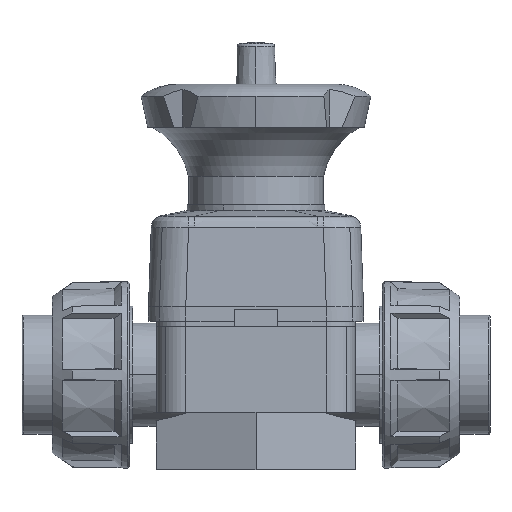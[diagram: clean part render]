
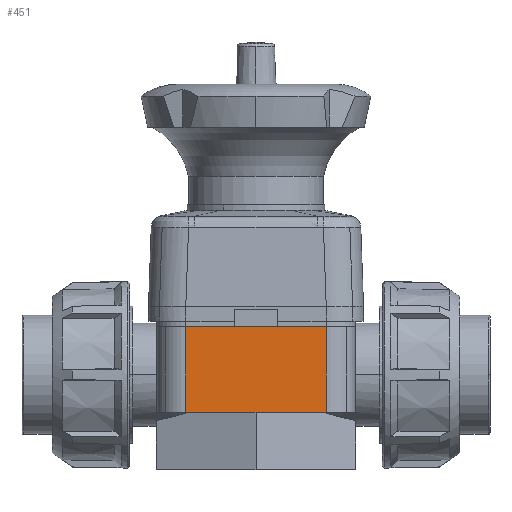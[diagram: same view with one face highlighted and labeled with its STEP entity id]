
A CAD part, front view. The second image highlights one B-rep face of the part: STEP entity #451.
In plain terms, the highlighted planar face has unit normal (0, -1, 0).
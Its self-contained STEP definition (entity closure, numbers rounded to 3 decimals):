
#451=ADVANCED_FACE('',(#1159),#1160,.T.);
#1159=FACE_OUTER_BOUND('',#2192,.T.);
#1160=PLANE('',#2193);
#2192=EDGE_LOOP('',(#4454,#4455,#4456,#4457));
#2193=AXIS2_PLACEMENT_3D('',#4458,#4459,#4460);
#4454=ORIENTED_EDGE('',*,*,#7236,.F.);
#4455=ORIENTED_EDGE('',*,*,#7248,.F.);
#4456=ORIENTED_EDGE('',*,*,#7199,.F.);
#4457=ORIENTED_EDGE('',*,*,#7239,.F.);
#4458=CARTESIAN_POINT('',(-34.5,-38.0,-13.0));
#4459=DIRECTION('',(0.,-1.0,0.0));
#4460=DIRECTION('',(0.0,0.0,-1.0));
#7199=EDGE_CURVE('',#8399,#8401,#8402,.T.);
#7236=EDGE_CURVE('',#8459,#8461,#8462,.T.);
#7239=EDGE_CURVE('',#8461,#8399,#8465,.T.);
#7248=EDGE_CURVE('',#8401,#8459,#8480,.T.);
#8399=VERTEX_POINT('',#10212);
#8401=VERTEX_POINT('',#10214);
#8402=LINE('',#10215,#10216);
#8459=VERTEX_POINT('',#10289);
#8461=VERTEX_POINT('',#10291);
#8462=LINE('',#10292,#10293);
#8465=LINE('',#10296,#10297);
#8480=LINE('',#10318,#10319);
#10212=CARTESIAN_POINT('',(-24.5,-38.0,-13.0));
#10214=CARTESIAN_POINT('',(-24.5,-38.0,16.7));
#10215=CARTESIAN_POINT('',(-24.5,-38.0,-13.0));
#10216=VECTOR('',#13398,29.7);
#10289=CARTESIAN_POINT('',(24.5,-38.0,16.7));
#10291=CARTESIAN_POINT('',(24.5,-38.0,-13.0));
#10292=CARTESIAN_POINT('',(24.5,-38.0,-13.0));
#10293=VECTOR('',#13451,29.7);
#10296=CARTESIAN_POINT('',(34.5,-38.0,-13.0));
#10297=VECTOR('',#13455,49.0);
#10318=CARTESIAN_POINT('',(34.5,-38.0,16.7));
#10319=VECTOR('',#13465,49.0);
#13398=DIRECTION('',(0.0,0.0,1.0));
#13451=DIRECTION('',(0.0,0.0,-1.0));
#13455=DIRECTION('',(-1.0,0.,0.0));
#13465=DIRECTION('',(1.0,0.,0.0));
